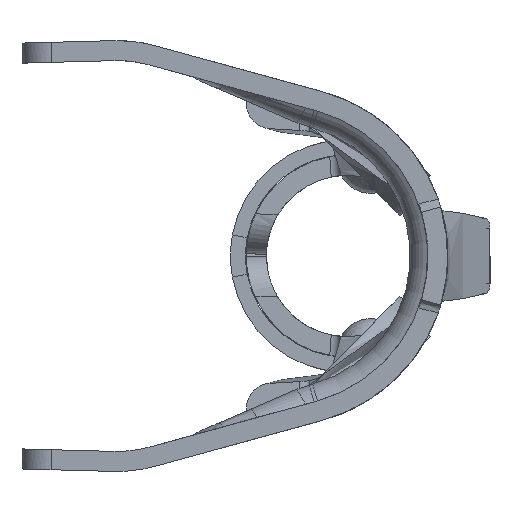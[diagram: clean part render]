
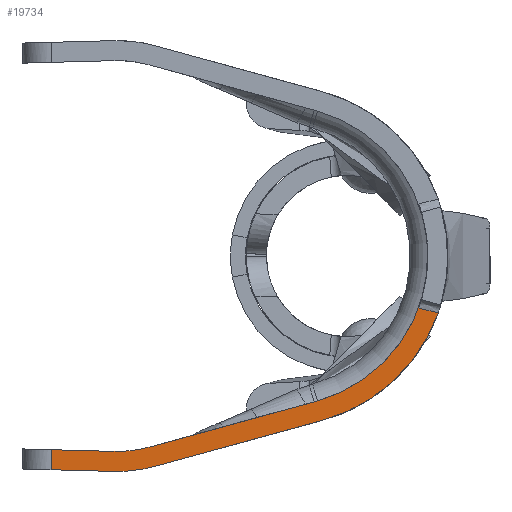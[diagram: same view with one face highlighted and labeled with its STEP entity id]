
A CAD part, left-side view. The second image highlights one B-rep face of the part: STEP entity #19734.
In plain terms, the highlighted planar face has unit normal (-0.999, 0.035, 0).
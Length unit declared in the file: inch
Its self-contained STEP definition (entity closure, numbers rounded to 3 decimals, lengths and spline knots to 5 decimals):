
#539 = CARTESIAN_POINT ( 'NONE',  ( -1.96834, 0.23327, -0.21495 ) ) ;
#541 = LINE ( 'NONE', #7012, #4048 ) ;
#591 = CARTESIAN_POINT ( 'NONE',  ( -1.97921, -0.07776, -0.05349 ) ) ;
#632 = CARTESIAN_POINT ( 'NONE',  ( -1.96516, 0.3245, -0.215 ) ) ;
#724 = EDGE_CURVE ( 'NONE', #1771, #785, #12316, .T. ) ;
#785 = VERTEX_POINT ( 'NONE', #6176 ) ;
#847 = CARTESIAN_POINT ( 'NONE',  ( -1.97899, -0.07161, -0.05187 ) ) ;
#854 = EDGE_CURVE ( 'NONE', #9948, #2707, #541, .T. ) ;
#900 = CARTESIAN_POINT ( 'NONE',  ( -1.96836, 0.23273, -0.19496 ) ) ;
#1053 = VECTOR ( 'NONE', #9668, 39.37008 ) ;
#1364 = CARTESIAN_POINT ( 'NONE',  ( -1.97909, -0.07445, -0.04219 ) ) ;
#1396 = EDGE_CURVE ( 'NONE', #14801, #15435, #2256, .T. ) ;
#1771 = VERTEX_POINT ( 'NONE', #7749 ) ;
#2135 = CARTESIAN_POINT ( 'NONE',  ( -1.96977, 0.19246, -0.21001 ) ) ;
#2190 = CARTESIAN_POINT ( 'NONE',  ( -1.97939, -0.08307, -0.05489 ) ) ;
#2256 =( BOUNDED_CURVE ( )  B_SPLINE_CURVE ( 3, ( #14220, #20654, #6192, #12642 ),
 .UNSPECIFIED., .F., .F. ) 
 B_SPLINE_CURVE_WITH_KNOTS ( ( 4, 4 ),
 ( 0.34143, 1.30306 ),
 .UNSPECIFIED. ) 
 CURVE ( )  GEOMETRIC_REPRESENTATION_ITEM ( )  RATIONAL_B_SPLINE_CURVE ( ( 1., 0.924, 0.924, 1. ) ) 
 REPRESENTATION_ITEM ( '' )  );
#2390 = B_SPLINE_CURVE_WITH_KNOTS ( 'NONE', 3,
 ( #11826, #18268, #3780, #10253, #16698, #2190, #8660, #15096, #591, #7065, #13518, #19948, #5481 ),
 .UNSPECIFIED., .F., .F.,
 ( 4, 3, 3, 3, 4 ),
 ( 0., 0.00011, 0.00025, 0.00039, 0.0005 ),
 .UNSPECIFIED. ) ;
#2707 = VERTEX_POINT ( 'NONE', #900 ) ;
#2727 = VECTOR ( 'NONE', #10125, 39.37008 ) ;
#2822 = EDGE_CURVE ( 'NONE', #9948, #3270, #11376, .T. ) ;
#2965 = CARTESIAN_POINT ( 'NONE',  ( -1.97899, -0.07161, -0.05187 ) ) ;
#3202 = CARTESIAN_POINT ( 'NONE',  ( -1.9753, 0.03395, -0.16653 ) ) ;
#3270 = VERTEX_POINT ( 'NONE', #6123 ) ;
#3323 = DIRECTION ( 'NONE',  ( 0.001, 0.027, -1. ) ) ;
#3415 = AXIS2_PLACEMENT_3D ( 'NONE', #632, #7104, #13562 ) ;
#3651 = CARTESIAN_POINT ( 'NONE',  ( -1.968, 0.24314, -0.21468 ) ) ;
#3718 = B_SPLINE_CURVE_WITH_KNOTS ( 'NONE', 3,
 ( #2965, #9429, #15870, #1364 ),
 .UNSPECIFIED., .F., .F.,
 ( 4, 4 ),
 ( 0., 0.00026 ),
 .UNSPECIFIED. ) ;
#3780 = CARTESIAN_POINT ( 'NONE',  ( -1.97956, -0.08796, -0.0562 ) ) ;
#3821 = FACE_OUTER_BOUND ( 'NONE', #9109, .T. ) ;
#4024 = CARTESIAN_POINT ( 'NONE',  ( -1.96958, 0.19775, -0.19072 ) ) ;
#4048 = VECTOR ( 'NONE', #13467, 39.37008 ) ;
#4258 = DIRECTION ( 'NONE',  ( -0.034, -0.964, 0.264 ) ) ;
#5481 = CARTESIAN_POINT ( 'NONE',  ( -1.97899, -0.07161, -0.05187 ) ) ;
#5627 = CARTESIAN_POINT ( 'NONE',  ( -1.96836, 0.23273, -0.19496 ) ) ;
#5885 = ORIENTED_EDGE ( 'NONE', *, *, #12528, .F. ) ;
#6123 = CARTESIAN_POINT ( 'NONE',  ( -1.96617, 0.29556, -0.21327 ) ) ;
#6176 = CARTESIAN_POINT ( 'NONE',  ( -1.97545, 0.02982, -0.14466 ) ) ;
#6192 = CARTESIAN_POINT ( 'NONE',  ( -1.97754, -0.03016, -0.14894 ) ) ;
#6270 = CARTESIAN_POINT ( 'NONE',  ( -1.97724, -0.02151, -0.13057 ) ) ;
#7012 = CARTESIAN_POINT ( 'NONE',  ( -1.96484, 0.33373, -0.19224 ) ) ;
#7037 =( BOUNDED_CURVE ( )  B_SPLINE_CURVE ( 3, ( #20736, #6270, #12721, #19149 ),
 .UNSPECIFIED., .F., .F. ) 
 B_SPLINE_CURVE_WITH_KNOTS ( ( 4, 4 ),
 ( 4.98013, 5.99809 ),
 .UNSPECIFIED. ) 
 CURVE ( )  GEOMETRIC_REPRESENTATION_ITEM ( )  RATIONAL_B_SPLINE_CURVE ( ( 1., 0.915, 0.915, 1. ) ) 
 REPRESENTATION_ITEM ( '' )  );
#7065 = CARTESIAN_POINT ( 'NONE',  ( -1.97914, -0.07599, -0.05302 ) ) ;
#7104 = DIRECTION ( 'NONE',  ( 0.999, -0.035, 0. ) ) ;
#7592 = ORIENTED_EDGE ( 'NONE', *, *, #11749, .F. ) ;
#7749 = CARTESIAN_POINT ( 'NONE',  ( -1.96958, 0.19775, -0.19072 ) ) ;
#7785 = VERTEX_POINT ( 'NONE', #847 ) ;
#7950 = EDGE_CURVE ( 'NONE', #7785, #13816, #3718, .T. ) ;
#8503 = EDGE_CURVE ( 'NONE', #15435, #8722, #17695, .T. ) ;
#8567 = ORIENTED_EDGE ( 'NONE', *, *, #9474, .T. ) ;
#8607 = CARTESIAN_POINT ( 'NONE',  ( -1.9693, 0.20577, -0.21366 ) ) ;
#8660 = CARTESIAN_POINT ( 'NONE',  ( -1.97933, -0.0813, -0.05443 ) ) ;
#8722 = VERTEX_POINT ( 'NONE', #13770 ) ;
#8855 = VERTEX_POINT ( 'NONE', #14178 ) ;
#9109 = EDGE_LOOP ( 'NONE', ( #18916, #8567, #18108, #13132, #17369, #5885, #17847, #11310, #12138, #7592, #11994 ) ) ;
#9429 = CARTESIAN_POINT ( 'NONE',  ( -1.97902, -0.07255, -0.04864 ) ) ;
#9464 = CARTESIAN_POINT ( 'NONE',  ( -1.96619, 0.29502, -0.19328 ) ) ;
#9474 = EDGE_CURVE ( 'NONE', #14801, #7785, #2390, .T. ) ;
#9668 = DIRECTION ( 'NONE',  ( 0.034, 0.964, -0.264 ) ) ;
#9693 = EDGE_CURVE ( 'NONE', #8855, #3270, #18139, .T. ) ;
#9948 = VERTEX_POINT ( 'NONE', #9464 ) ;
#10125 = DIRECTION ( 'NONE',  ( 0.035, 0.999, 0.027 ) ) ;
#10253 = CARTESIAN_POINT ( 'NONE',  ( -1.97951, -0.0866, -0.05583 ) ) ;
#10609 = VECTOR ( 'NONE', #3323, 39.37008 ) ;
#11310 = ORIENTED_EDGE ( 'NONE', *, *, #2822, .T. ) ;
#11376 = LINE ( 'NONE', #17817, #10609 ) ;
#11749 = EDGE_CURVE ( 'NONE', #8722, #8855, #20102, .T. ) ;
#11826 = CARTESIAN_POINT ( 'NONE',  ( -1.97966, -0.09069, -0.05692 ) ) ;
#11994 = ORIENTED_EDGE ( 'NONE', *, *, #8503, .F. ) ;
#12079 = CARTESIAN_POINT ( 'NONE',  ( -1.96878, 0.22091, -0.19527 ) ) ;
#12138 = ORIENTED_EDGE ( 'NONE', *, *, #9693, .F. ) ;
#12156 =( BOUNDED_CURVE ( )  B_SPLINE_CURVE ( 3, ( #5627, #12079, #18507, #4024 ),
 .UNSPECIFIED., .F., .F. ) 
 B_SPLINE_CURVE_WITH_KNOTS ( ( 4, 4 ),
 ( 4.68547, 4.98013 ),
 .UNSPECIFIED. ) 
 CURVE ( )  GEOMETRIC_REPRESENTATION_ITEM ( )  RATIONAL_B_SPLINE_CURVE ( ( 1., 0.993, 0.993, 1. ) ) 
 REPRESENTATION_ITEM ( '' )  );
#12316 = LINE ( 'NONE', #18741, #15192 ) ;
#12528 = EDGE_CURVE ( 'NONE', #2707, #1771, #12156, .T. ) ;
#12642 = CARTESIAN_POINT ( 'NONE',  ( -1.97563, 0.02453, -0.16394 ) ) ;
#12721 = CARTESIAN_POINT ( 'NONE',  ( -1.97857, -0.05948, -0.09327 ) ) ;
#13132 = ORIENTED_EDGE ( 'NONE', *, *, #17166, .F. ) ;
#13467 = DIRECTION ( 'NONE',  ( -0.035, -0.999, -0.027 ) ) ;
#13518 = CARTESIAN_POINT ( 'NONE',  ( -1.97909, -0.07453, -0.05263 ) ) ;
#13562 = DIRECTION ( 'NONE',  ( 0.035, 0.999, 0. ) ) ;
#13770 = CARTESIAN_POINT ( 'NONE',  ( -1.96977, 0.19246, -0.21001 ) ) ;
#13816 = VERTEX_POINT ( 'NONE', #14737 ) ;
#14178 = CARTESIAN_POINT ( 'NONE',  ( -1.96834, 0.23327, -0.21495 ) ) ;
#14220 = CARTESIAN_POINT ( 'NONE',  ( -1.97966, -0.09069, -0.05692 ) ) ;
#14737 = CARTESIAN_POINT ( 'NONE',  ( -1.97909, -0.07445, -0.04219 ) ) ;
#14801 = VERTEX_POINT ( 'NONE', #17851 ) ;
#15046 = CARTESIAN_POINT ( 'NONE',  ( -1.96883, 0.21947, -0.21532 ) ) ;
#15096 = CARTESIAN_POINT ( 'NONE',  ( -1.97927, -0.07953, -0.05396 ) ) ;
#15133 = PLANE ( 'NONE',  #3415 ) ;
#15192 = VECTOR ( 'NONE', #4258, 39.37008 ) ;
#15435 = VERTEX_POINT ( 'NONE', #19835 ) ;
#15870 = CARTESIAN_POINT ( 'NONE',  ( -1.97906, -0.0735, -0.04541 ) ) ;
#16698 = CARTESIAN_POINT ( 'NONE',  ( -1.97945, -0.08484, -0.05536 ) ) ;
#17166 = EDGE_CURVE ( 'NONE', #785, #13816, #7037, .T. ) ;
#17369 = ORIENTED_EDGE ( 'NONE', *, *, #724, .F. ) ;
#17695 = LINE ( 'NONE', #3202, #1053 ) ;
#17817 = CARTESIAN_POINT ( 'NONE',  ( -1.96617, 0.29562, -0.21578 ) ) ;
#17847 = ORIENTED_EDGE ( 'NONE', *, *, #854, .F. ) ;
#17851 = CARTESIAN_POINT ( 'NONE',  ( -1.97966, -0.09069, -0.05692 ) ) ;
#18108 = ORIENTED_EDGE ( 'NONE', *, *, #7950, .T. ) ;
#18139 = LINE ( 'NONE', #3651, #2727 ) ;
#18268 = CARTESIAN_POINT ( 'NONE',  ( -1.97961, -0.08933, -0.05656 ) ) ;
#18507 = CARTESIAN_POINT ( 'NONE',  ( -1.96919, 0.20916, -0.19385 ) ) ;
#18741 = CARTESIAN_POINT ( 'NONE',  ( -1.97512, 0.03924, -0.14724 ) ) ;
#18916 = ORIENTED_EDGE ( 'NONE', *, *, #1396, .F. ) ;
#19149 = CARTESIAN_POINT ( 'NONE',  ( -1.97909, -0.07445, -0.04219 ) ) ;
#19734 = ADVANCED_FACE ( 'NONE', ( #3821 ), #15133, .F. ) ;
#19835 = CARTESIAN_POINT ( 'NONE',  ( -1.97563, 0.02453, -0.16394 ) ) ;
#19948 = CARTESIAN_POINT ( 'NONE',  ( -1.97904, -0.07307, -0.05225 ) ) ;
#20102 =( BOUNDED_CURVE ( )  B_SPLINE_CURVE ( 3, ( #2135, #8607, #15046, #539 ),
 .UNSPECIFIED., .F., .T. ) 
 B_SPLINE_CURVE_WITH_KNOTS ( ( 4, 4 ),
 ( 1.30306, 1.59772 ),
 .UNSPECIFIED. ) 
 CURVE ( )  GEOMETRIC_REPRESENTATION_ITEM ( )  RATIONAL_B_SPLINE_CURVE ( ( 1., 0.993, 0.993, 1. ) ) 
 REPRESENTATION_ITEM ( '' )  );
#20654 = CARTESIAN_POINT ( 'NONE',  ( -1.97899, -0.0717, -0.11035 ) ) ;
#20736 = CARTESIAN_POINT ( 'NONE',  ( -1.97545, 0.02982, -0.14466 ) ) ;
